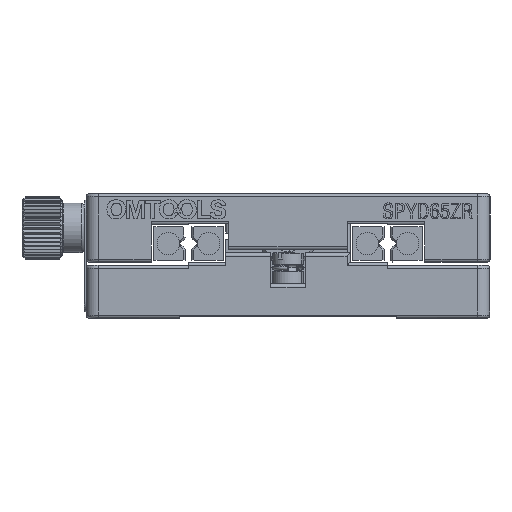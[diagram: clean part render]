
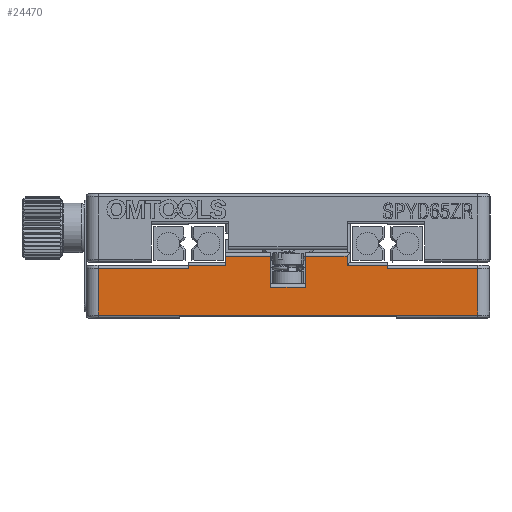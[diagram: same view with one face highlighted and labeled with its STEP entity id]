
A CAD part, front view. The second image highlights one B-rep face of the part: STEP entity #24470.
In plain terms, the highlighted planar face has unit normal (0, -1, 0).
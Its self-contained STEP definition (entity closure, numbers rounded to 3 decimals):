
#287 = EDGE_LOOP ( 'NONE', ( #22047, #24928, #11108, #15309, #10306, #16458, #20148, #25814, #4175, #24691, #7313, #13187, #10817, #26079, #22088, #15801 ) ) ;
#1187 = EDGE_CURVE ( 'NONE', #24496, #17777, #12206, .T. ) ;
#1689 = CARTESIAN_POINT ( 'NONE',  ( 2.75, -32.5, 10.5 ) ) ;
#1700 = EDGE_CURVE ( 'NONE', #12957, #10325, #6183, .T. ) ;
#1773 = CARTESIAN_POINT ( 'NONE',  ( 2.75, -32.5, 10. ) ) ;
#2293 = VERTEX_POINT ( 'NONE', #16659 ) ;
#2413 = EDGE_CURVE ( 'NONE', #6665, #16470, #17197, .T. ) ;
#2557 = LINE ( 'NONE', #20455, #27222 ) ;
#2652 = VECTOR ( 'NONE', #19266, 1000. ) ;
#2670 = DIRECTION ( 'NONE',  ( 0., 0., 1. ) ) ;
#3818 = CARTESIAN_POINT ( 'NONE',  ( -30.5, -32.5, 10.5 ) ) ;
#4119 = EDGE_CURVE ( 'NONE', #8725, #24496, #20290, .T. ) ;
#4175 = ORIENTED_EDGE ( 'NONE', *, *, #1187, .T. ) ;
#4752 = VERTEX_POINT ( 'NONE', #6853 ) ;
#4929 = CARTESIAN_POINT ( 'NONE',  ( 30.5, -32.5, 0.5 ) ) ;
#5223 = DIRECTION ( 'NONE',  ( 0., 0., -1. ) ) ;
#5611 = VECTOR ( 'NONE', #8892, 1000. ) ;
#5631 = VECTOR ( 'NONE', #24386, 1000. ) ;
#6036 = DIRECTION ( 'NONE',  ( -1., 0., 0. ) ) ;
#6160 = EDGE_CURVE ( 'NONE', #6388, #26245, #21313, .T. ) ;
#6183 = LINE ( 'NONE', #9562, #27554 ) ;
#6388 = VERTEX_POINT ( 'NONE', #7745 ) ;
#6404 = CARTESIAN_POINT ( 'NONE',  ( -32.5, -32.5, 10.5 ) ) ;
#6665 = VERTEX_POINT ( 'NONE', #21457 ) ;
#6853 = CARTESIAN_POINT ( 'NONE',  ( 9.5, -32.5, 10. ) ) ;
#7242 = EDGE_CURVE ( 'NONE', #17777, #16470, #10451, .T. ) ;
#7313 = ORIENTED_EDGE ( 'NONE', *, *, #2413, .F. ) ;
#7451 = EDGE_CURVE ( 'NONE', #18687, #6388, #11853, .T. ) ;
#7472 = CARTESIAN_POINT ( 'NONE',  ( -30.5, -32.5, 8. ) ) ;
#7745 = CARTESIAN_POINT ( 'NONE',  ( -30.5, -32.5, 0.5 ) ) ;
#7959 = CARTESIAN_POINT ( 'NONE',  ( 30.5, -32.5, 10.5 ) ) ;
#8377 = LINE ( 'NONE', #16404, #27712 ) ;
#8679 = VECTOR ( 'NONE', #12411, 1000. ) ;
#8725 = VERTEX_POINT ( 'NONE', #14916 ) ;
#8892 = DIRECTION ( 'NONE',  ( 0., 0., 1. ) ) ;
#9382 = CARTESIAN_POINT ( 'NONE',  ( 16., -32.5, 8.5 ) ) ;
#9415 = VERTEX_POINT ( 'NONE', #20145 ) ;
#9562 = CARTESIAN_POINT ( 'NONE',  ( 16., -32.5, 8. ) ) ;
#10041 = LINE ( 'NONE', #21765, #8679 ) ;
#10306 = ORIENTED_EDGE ( 'NONE', *, *, #28823, .T. ) ;
#10325 = VERTEX_POINT ( 'NONE', #24248 ) ;
#10451 = LINE ( 'NONE', #12767, #27324 ) ;
#10817 = ORIENTED_EDGE ( 'NONE', *, *, #26157, .T. ) ;
#11108 = ORIENTED_EDGE ( 'NONE', *, *, #13796, .T. ) ;
#11539 = CARTESIAN_POINT ( 'NONE',  ( -10., -32.5, 9. ) ) ;
#11659 = VECTOR ( 'NONE', #20946, 1000. ) ;
#11853 = LINE ( 'NONE', #3818, #19122 ) ;
#11961 = FACE_OUTER_BOUND ( 'NONE', #287, .T. ) ;
#12206 = LINE ( 'NONE', #16450, #5631 ) ;
#12411 = DIRECTION ( 'NONE',  ( 0., 0., 1. ) ) ;
#12695 = VECTOR ( 'NONE', #25247, 1000. ) ;
#12767 = CARTESIAN_POINT ( 'NONE',  ( -10., -32.5, 10. ) ) ;
#12957 = VERTEX_POINT ( 'NONE', #28622 ) ;
#13162 = LINE ( 'NONE', #7472, #15373 ) ;
#13187 = ORIENTED_EDGE ( 'NONE', *, *, #23667, .T. ) ;
#13542 = CARTESIAN_POINT ( 'NONE',  ( 9.5, -32.5, 8.5 ) ) ;
#13796 = EDGE_CURVE ( 'NONE', #10325, #19881, #10041, .T. ) ;
#14793 = VECTOR ( 'NONE', #18260, 1000. ) ;
#14916 = CARTESIAN_POINT ( 'NONE',  ( 2.75, -32.5, 5. ) ) ;
#15309 = ORIENTED_EDGE ( 'NONE', *, *, #28558, .T. ) ;
#15373 = VECTOR ( 'NONE', #6036, 1000. ) ;
#15405 = PLANE ( 'NONE',  #22802 ) ;
#15596 = DIRECTION ( 'NONE',  ( -1., 0., 0. ) ) ;
#15653 = DIRECTION ( 'NONE',  ( -1., 0., 0. ) ) ;
#15801 = ORIENTED_EDGE ( 'NONE', *, *, #6160, .T. ) ;
#16404 = CARTESIAN_POINT ( 'NONE',  ( -32.5, -32.5, 8.5 ) ) ;
#16450 = CARTESIAN_POINT ( 'NONE',  ( -2.75, -32.5, 10.5 ) ) ;
#16458 = ORIENTED_EDGE ( 'NONE', *, *, #26300, .T. ) ;
#16470 = VERTEX_POINT ( 'NONE', #23867 ) ;
#16659 = CARTESIAN_POINT ( 'NONE',  ( -16., -32.5, 8.5 ) ) ;
#17197 = LINE ( 'NONE', #11539, #11659 ) ;
#17292 = CARTESIAN_POINT ( 'NONE',  ( -2.75, -32.5, 5. ) ) ;
#17777 = VERTEX_POINT ( 'NONE', #19039 ) ;
#17950 = EDGE_CURVE ( 'NONE', #9415, #8725, #21929, .T. ) ;
#18260 = DIRECTION ( 'NONE',  ( -1., 0., 0. ) ) ;
#18481 = CARTESIAN_POINT ( 'NONE',  ( -30.5, -32.5, 8. ) ) ;
#18687 = VERTEX_POINT ( 'NONE', #18481 ) ;
#18701 = LINE ( 'NONE', #1773, #14793 ) ;
#19039 = CARTESIAN_POINT ( 'NONE',  ( -2.75, -32.5, 10. ) ) ;
#19122 = VECTOR ( 'NONE', #5223, 1000. ) ;
#19266 = DIRECTION ( 'NONE',  ( 0., 0., 1. ) ) ;
#19881 = VERTEX_POINT ( 'NONE', #9382 ) ;
#20145 = CARTESIAN_POINT ( 'NONE',  ( 2.75, -32.5, 10. ) ) ;
#20148 = ORIENTED_EDGE ( 'NONE', *, *, #17950, .T. ) ;
#20290 = LINE ( 'NONE', #24952, #26506 ) ;
#20455 = CARTESIAN_POINT ( 'NONE',  ( -16., -32.5, 10.5 ) ) ;
#20552 = DIRECTION ( 'NONE',  ( 0., 0., -1. ) ) ;
#20946 = DIRECTION ( 'NONE',  ( 0., 0., 1. ) ) ;
#21313 = LINE ( 'NONE', #22703, #27398 ) ;
#21457 = CARTESIAN_POINT ( 'NONE',  ( -10., -32.5, 8.5 ) ) ;
#21509 = VERTEX_POINT ( 'NONE', #13542 ) ;
#21512 = EDGE_CURVE ( 'NONE', #25783, #18687, #13162, .T. ) ;
#21555 = DIRECTION ( 'NONE',  ( -1., 0., 0. ) ) ;
#21594 = LINE ( 'NONE', #7959, #5611 ) ;
#21709 = CARTESIAN_POINT ( 'NONE',  ( -16., -32.5, 8. ) ) ;
#21765 = CARTESIAN_POINT ( 'NONE',  ( 16., -32.5, 10.5 ) ) ;
#21929 = LINE ( 'NONE', #1689, #26101 ) ;
#22047 = ORIENTED_EDGE ( 'NONE', *, *, #26406, .T. ) ;
#22088 = ORIENTED_EDGE ( 'NONE', *, *, #7451, .T. ) ;
#22139 = DIRECTION ( 'NONE',  ( -1., 0., 0. ) ) ;
#22703 = CARTESIAN_POINT ( 'NONE',  ( -32.5, -32.5, 0.5 ) ) ;
#22802 = AXIS2_PLACEMENT_3D ( 'NONE', #6404, #23820, #2670 ) ;
#23642 = DIRECTION ( 'NONE',  ( 1., 0., 0. ) ) ;
#23667 = EDGE_CURVE ( 'NONE', #6665, #2293, #26177, .T. ) ;
#23820 = DIRECTION ( 'NONE',  ( 0., 1., 0. ) ) ;
#23867 = CARTESIAN_POINT ( 'NONE',  ( -10., -32.5, 10. ) ) ;
#24248 = CARTESIAN_POINT ( 'NONE',  ( 16., -32.5, 8. ) ) ;
#24386 = DIRECTION ( 'NONE',  ( 0., 0., 1. ) ) ;
#24447 = LINE ( 'NONE', #28269, #2652 ) ;
#24470 = ADVANCED_FACE ( 'NONE', ( #11961 ), #15405, .F. ) ;
#24496 = VERTEX_POINT ( 'NONE', #17292 ) ;
#24691 = ORIENTED_EDGE ( 'NONE', *, *, #7242, .T. ) ;
#24928 = ORIENTED_EDGE ( 'NONE', *, *, #1700, .T. ) ;
#24952 = CARTESIAN_POINT ( 'NONE',  ( -32.5, -32.5, 5. ) ) ;
#25247 = DIRECTION ( 'NONE',  ( -1., 0., 0. ) ) ;
#25783 = VERTEX_POINT ( 'NONE', #21709 ) ;
#25814 = ORIENTED_EDGE ( 'NONE', *, *, #4119, .T. ) ;
#26079 = ORIENTED_EDGE ( 'NONE', *, *, #21512, .T. ) ;
#26101 = VECTOR ( 'NONE', #20552, 1000. ) ;
#26157 = EDGE_CURVE ( 'NONE', #2293, #25783, #2557, .T. ) ;
#26177 = LINE ( 'NONE', #28079, #12695 ) ;
#26245 = VERTEX_POINT ( 'NONE', #4929 ) ;
#26300 = EDGE_CURVE ( 'NONE', #4752, #9415, #18701, .T. ) ;
#26406 = EDGE_CURVE ( 'NONE', #26245, #12957, #21594, .T. ) ;
#26506 = VECTOR ( 'NONE', #15596, 1000. ) ;
#27222 = VECTOR ( 'NONE', #27990, 1000. ) ;
#27324 = VECTOR ( 'NONE', #22139, 1000. ) ;
#27398 = VECTOR ( 'NONE', #23642, 1000. ) ;
#27554 = VECTOR ( 'NONE', #15653, 1000. ) ;
#27712 = VECTOR ( 'NONE', #21555, 1000. ) ;
#27990 = DIRECTION ( 'NONE',  ( 0., 0., -1. ) ) ;
#28079 = CARTESIAN_POINT ( 'NONE',  ( -16., -32.5, 8.5 ) ) ;
#28269 = CARTESIAN_POINT ( 'NONE',  ( 9.5, -32.5, 10.5 ) ) ;
#28558 = EDGE_CURVE ( 'NONE', #19881, #21509, #8377, .T. ) ;
#28622 = CARTESIAN_POINT ( 'NONE',  ( 30.5, -32.5, 8. ) ) ;
#28823 = EDGE_CURVE ( 'NONE', #21509, #4752, #24447, .T. ) ;
